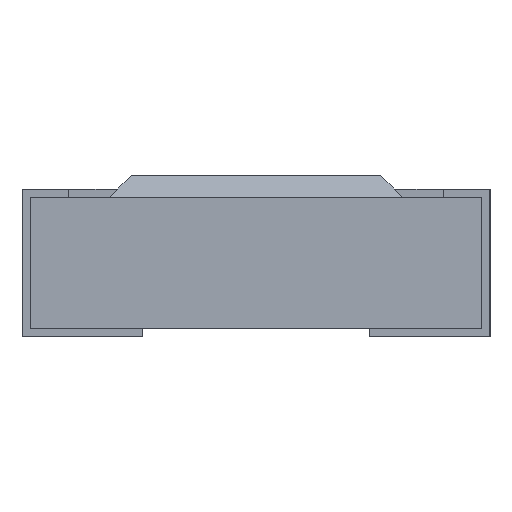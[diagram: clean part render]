
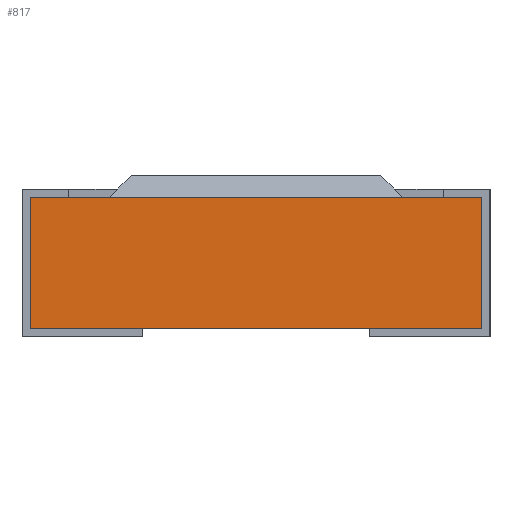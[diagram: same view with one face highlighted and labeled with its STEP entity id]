
A CAD part, left-side view. The second image highlights one B-rep face of the part: STEP entity #817.
In plain terms, the highlighted planar face has unit normal (-1, 0, 0).
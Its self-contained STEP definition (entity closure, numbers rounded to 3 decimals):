
#817=ADVANCED_FACE('',(#1941),#1943,.T.);
#1941=FACE_BOUND('',#1942,.T.);
#1942=EDGE_LOOP('',(#2807,#2808,#2809,#2810));
#1943=PLANE('',#1944);
#1944=AXIS2_PLACEMENT_3D('',#1945,#1946,#1947);
#1945=CARTESIAN_POINT('',(-0.375,0.005,0.03));
#1946=DIRECTION('',(-1.,0.,0.));
#1947=DIRECTION('',(0.,0.,1.));
#2807=ORIENTED_EDGE('',*,*,#3344,.T.);
#2808=ORIENTED_EDGE('',*,*,#3301,.T.);
#2809=ORIENTED_EDGE('',*,*,#3345,.F.);
#2810=ORIENTED_EDGE('',*,*,#3241,.F.);
#3241=EDGE_CURVE('',#3694,#3696,#3697,.T.);
#3301=EDGE_CURVE('',#3816,#3814,#3817,.T.);
#3344=EDGE_CURVE('',#3694,#3816,#3868,.T.);
#3345=EDGE_CURVE('',#3696,#3814,#3869,.T.);
#3694=VERTEX_POINT('',#4583);
#3696=VERTEX_POINT('',#4587);
#3697=LINE('',#4588,#4589);
#3814=VERTEX_POINT('',#4841);
#3816=VERTEX_POINT('',#4845);
#3817=LINE('',#4846,#4847);
#3868=LINE('',#4986,#4987);
#3869=LINE('',#4989,#4990);
#4583=CARTESIAN_POINT('',(-0.375,0.005,0.03));
#4587=CARTESIAN_POINT('',(-0.375,1.695,0.03));
#4588=CARTESIAN_POINT('',(-0.375,0.005,0.03));
#4589=VECTOR('',#4590,1.);
#4590=DIRECTION('',(0.,1.,0.));
#4841=CARTESIAN_POINT('',(-0.375,1.695,0.52));
#4845=CARTESIAN_POINT('',(-0.375,0.005,0.52));
#4846=CARTESIAN_POINT('',(-0.375,0.005,0.52));
#4847=VECTOR('',#4848,1.);
#4848=DIRECTION('',(0.,1.,0.));
#4986=CARTESIAN_POINT('',(-0.375,0.005,0.03));
#4987=VECTOR('',#4988,1.);
#4988=DIRECTION('',(0.,0.,1.));
#4989=CARTESIAN_POINT('',(-0.375,1.695,0.03));
#4990=VECTOR('',#4991,1.);
#4991=DIRECTION('',(0.,0.,1.));
